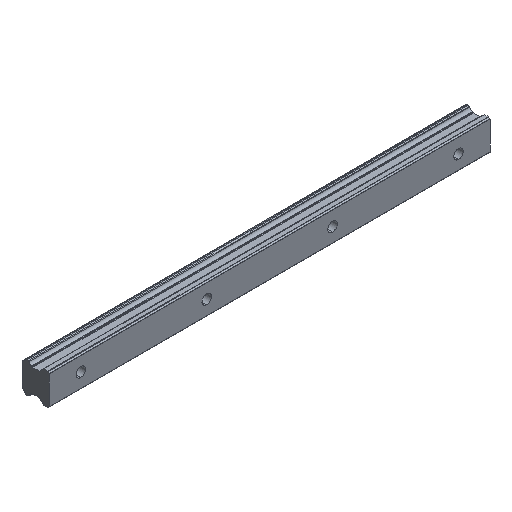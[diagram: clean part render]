
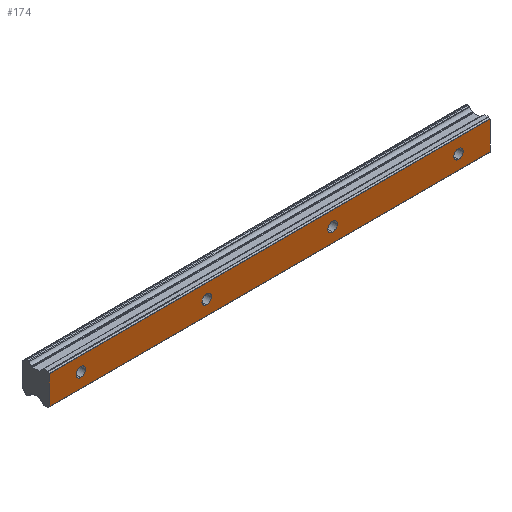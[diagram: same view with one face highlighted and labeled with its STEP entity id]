
A CAD part, isometric view. The second image highlights one B-rep face of the part: STEP entity #174.
In plain terms, the highlighted planar face has unit normal (0, -1, 0).
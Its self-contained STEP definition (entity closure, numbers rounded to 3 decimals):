
#49 = LINE ( 'NONE', #1059, #2048 ) ;
#71 = AXIS2_PLACEMENT_3D ( 'NONE', #1653, #1998, #1162 ) ;
#75 = DIRECTION ( 'NONE',  ( 0., 0., 1. ) ) ;
#102 = AXIS2_PLACEMENT_3D ( 'NONE', #1634, #1417, #416 ) ;
#153 = ORIENTED_EDGE ( 'NONE', *, *, #335, .F. ) ;
#157 = CARTESIAN_POINT ( 'NONE',  ( 60., 0., 0. ) ) ;
#174 = ADVANCED_FACE ( 'NONE', ( #737, #348, #1707, #1743, #2094 ), #1523, .F. ) ;
#181 = VERTEX_POINT ( 'NONE', #1887 ) ;
#191 = DIRECTION ( 'NONE',  ( 0., 0., 1. ) ) ;
#212 = CARTESIAN_POINT ( 'NONE',  ( 180., 0., 0. ) ) ;
#232 = CARTESIAN_POINT ( 'NONE',  ( 120., 0., 0. ) ) ;
#289 = EDGE_LOOP ( 'NONE', ( #1242, #1682 ) ) ;
#331 = CIRCLE ( 'NONE', #1899, 2.25 ) ;
#335 = EDGE_CURVE ( 'NONE', #684, #2005, #904, .T. ) ;
#348 = FACE_BOUND ( 'NONE', #648, .T. ) ;
#402 = EDGE_LOOP ( 'NONE', ( #753, #1510 ) ) ;
#416 = DIRECTION ( 'NONE',  ( 0., 0., 1. ) ) ;
#426 = ORIENTED_EDGE ( 'NONE', *, *, #1817, .F. ) ;
#439 = DIRECTION ( 'NONE',  ( 0., -1., 0. ) ) ;
#444 = CARTESIAN_POINT ( 'NONE',  ( 195., 0., 6.786 ) ) ;
#459 = EDGE_CURVE ( 'NONE', #181, #1329, #1048, .T. ) ;
#463 = VERTEX_POINT ( 'NONE', #600 ) ;
#468 = DIRECTION ( 'NONE',  ( 0., 0., -1. ) ) ;
#527 = DIRECTION ( 'NONE',  ( 0., 1., 0. ) ) ;
#540 = CIRCLE ( 'NONE', #936, 2.25 ) ;
#566 = ORIENTED_EDGE ( 'NONE', *, *, #1875, .F. ) ;
#598 = EDGE_CURVE ( 'NONE', #1915, #743, #844, .T. ) ;
#600 = CARTESIAN_POINT ( 'NONE',  ( -15., 0., 6.786 ) ) ;
#602 = EDGE_LOOP ( 'NONE', ( #1872, #1160, #566, #426 ) ) ;
#615 = VECTOR ( 'NONE', #1448, 1000. ) ;
#645 = DIRECTION ( 'NONE',  ( 0., 0., 1. ) ) ;
#648 = EDGE_LOOP ( 'NONE', ( #1995, #1369 ) ) ;
#661 = CIRCLE ( 'NONE', #702, 2.25 ) ;
#669 = VERTEX_POINT ( 'NONE', #2061 ) ;
#681 = CARTESIAN_POINT ( 'NONE',  ( 60., 0., 0. ) ) ;
#684 = VERTEX_POINT ( 'NONE', #1721 ) ;
#702 = AXIS2_PLACEMENT_3D ( 'NONE', #232, #1580, #75 ) ;
#706 = CARTESIAN_POINT ( 'NONE',  ( 195., 0., 6.786 ) ) ;
#736 = CARTESIAN_POINT ( 'NONE',  ( 195., 0., -6.786 ) ) ;
#737 = FACE_OUTER_BOUND ( 'NONE', #602, .T. ) ;
#743 = VERTEX_POINT ( 'NONE', #736 ) ;
#753 = ORIENTED_EDGE ( 'NONE', *, *, #1728, .F. ) ;
#780 = EDGE_CURVE ( 'NONE', #743, #669, #49, .T. ) ;
#844 = LINE ( 'NONE', #1819, #1650 ) ;
#871 = DIRECTION ( 'NONE',  ( 0., 0., 1. ) ) ;
#904 = CIRCLE ( 'NONE', #2045, 2.25 ) ;
#936 = AXIS2_PLACEMENT_3D ( 'NONE', #1965, #2107, #1802 ) ;
#948 = AXIS2_PLACEMENT_3D ( 'NONE', #681, #2185, #191 ) ;
#957 = LINE ( 'NONE', #1255, #615 ) ;
#1032 = EDGE_CURVE ( 'NONE', #1924, #1273, #1259, .T. ) ;
#1048 = CIRCLE ( 'NONE', #102, 2.25 ) ;
#1059 = CARTESIAN_POINT ( 'NONE',  ( 195., 0., -6.786 ) ) ;
#1089 = CARTESIAN_POINT ( 'NONE',  ( 120., 0., -2.25 ) ) ;
#1091 = VERTEX_POINT ( 'NONE', #1453 ) ;
#1160 = ORIENTED_EDGE ( 'NONE', *, *, #598, .F. ) ;
#1162 = DIRECTION ( 'NONE',  ( 0., 0., 1. ) ) ;
#1207 = DIRECTION ( 'NONE',  ( 0., 0., 1. ) ) ;
#1230 = DIRECTION ( 'NONE',  ( -1., 0., 0. ) ) ;
#1242 = ORIENTED_EDGE ( 'NONE', *, *, #1032, .F. ) ;
#1248 = CARTESIAN_POINT ( 'NONE',  ( 0., 0., -2.25 ) ) ;
#1255 = CARTESIAN_POINT ( 'NONE',  ( 195., 0., 6.786 ) ) ;
#1259 = CIRCLE ( 'NONE', #71, 2.25 ) ;
#1273 = VERTEX_POINT ( 'NONE', #1089 ) ;
#1286 = VECTOR ( 'NONE', #871, 1000. ) ;
#1329 = VERTEX_POINT ( 'NONE', #1248 ) ;
#1369 = ORIENTED_EDGE ( 'NONE', *, *, #2137, .F. ) ;
#1415 = DIRECTION ( 'NONE',  ( 0., 0., 1. ) ) ;
#1417 = DIRECTION ( 'NONE',  ( 0., -1., 0. ) ) ;
#1441 = CARTESIAN_POINT ( 'NONE',  ( 120., 0., 2.25 ) ) ;
#1448 = DIRECTION ( 'NONE',  ( 1., 0., 0. ) ) ;
#1453 = CARTESIAN_POINT ( 'NONE',  ( 60., 0., 2.25 ) ) ;
#1489 = DIRECTION ( 'NONE',  ( 0., -1., 0. ) ) ;
#1510 = ORIENTED_EDGE ( 'NONE', *, *, #2031, .F. ) ;
#1523 = PLANE ( 'NONE',  #2151 ) ;
#1529 = EDGE_CURVE ( 'NONE', #1273, #1924, #661, .T. ) ;
#1580 = DIRECTION ( 'NONE',  ( 0., -1., 0. ) ) ;
#1620 = CIRCLE ( 'NONE', #948, 2.25 ) ;
#1634 = CARTESIAN_POINT ( 'NONE',  ( 0., 0., 0. ) ) ;
#1650 = VECTOR ( 'NONE', #468, 1000. ) ;
#1653 = CARTESIAN_POINT ( 'NONE',  ( 120., 0., 0. ) ) ;
#1682 = ORIENTED_EDGE ( 'NONE', *, *, #1529, .F. ) ;
#1707 = FACE_BOUND ( 'NONE', #2063, .T. ) ;
#1714 = CARTESIAN_POINT ( 'NONE',  ( -15., 0., 6.786 ) ) ;
#1721 = CARTESIAN_POINT ( 'NONE',  ( 180., 0., 2.25 ) ) ;
#1728 = EDGE_CURVE ( 'NONE', #1091, #1855, #1620, .T. ) ;
#1743 = FACE_BOUND ( 'NONE', #289, .T. ) ;
#1770 = CARTESIAN_POINT ( 'NONE',  ( 0., 0., 0. ) ) ;
#1788 = CIRCLE ( 'NONE', #1935, 2.25 ) ;
#1802 = DIRECTION ( 'NONE',  ( 0., 0., 1. ) ) ;
#1817 = EDGE_CURVE ( 'NONE', #669, #463, #1920, .T. ) ;
#1819 = CARTESIAN_POINT ( 'NONE',  ( 195., 0., 6.786 ) ) ;
#1855 = VERTEX_POINT ( 'NONE', #1893 ) ;
#1869 = CARTESIAN_POINT ( 'NONE',  ( 180., 0., -2.25 ) ) ;
#1872 = ORIENTED_EDGE ( 'NONE', *, *, #780, .F. ) ;
#1875 = EDGE_CURVE ( 'NONE', #463, #1915, #957, .T. ) ;
#1887 = CARTESIAN_POINT ( 'NONE',  ( 0., 0., 2.25 ) ) ;
#1893 = CARTESIAN_POINT ( 'NONE',  ( 60., 0., -2.25 ) ) ;
#1899 = AXIS2_PLACEMENT_3D ( 'NONE', #1770, #439, #1415 ) ;
#1915 = VERTEX_POINT ( 'NONE', #444 ) ;
#1919 = DIRECTION ( 'NONE',  ( 0., -1., 0. ) ) ;
#1920 = LINE ( 'NONE', #1714, #1286 ) ;
#1923 = ORIENTED_EDGE ( 'NONE', *, *, #1963, .F. ) ;
#1924 = VERTEX_POINT ( 'NONE', #1441 ) ;
#1935 = AXIS2_PLACEMENT_3D ( 'NONE', #157, #1489, #645 ) ;
#1963 = EDGE_CURVE ( 'NONE', #2005, #684, #540, .T. ) ;
#1965 = CARTESIAN_POINT ( 'NONE',  ( 180., 0., 0. ) ) ;
#1995 = ORIENTED_EDGE ( 'NONE', *, *, #459, .F. ) ;
#1998 = DIRECTION ( 'NONE',  ( 0., -1., 0. ) ) ;
#2005 = VERTEX_POINT ( 'NONE', #1869 ) ;
#2031 = EDGE_CURVE ( 'NONE', #1855, #1091, #1788, .T. ) ;
#2045 = AXIS2_PLACEMENT_3D ( 'NONE', #212, #1919, #2096 ) ;
#2048 = VECTOR ( 'NONE', #1230, 1000. ) ;
#2061 = CARTESIAN_POINT ( 'NONE',  ( -15., 0., -6.786 ) ) ;
#2063 = EDGE_LOOP ( 'NONE', ( #153, #1923 ) ) ;
#2094 = FACE_BOUND ( 'NONE', #402, .T. ) ;
#2096 = DIRECTION ( 'NONE',  ( 0., 0., 1. ) ) ;
#2107 = DIRECTION ( 'NONE',  ( 0., -1., 0. ) ) ;
#2137 = EDGE_CURVE ( 'NONE', #1329, #181, #331, .T. ) ;
#2151 = AXIS2_PLACEMENT_3D ( 'NONE', #706, #527, #1207 ) ;
#2185 = DIRECTION ( 'NONE',  ( 0., -1., 0. ) ) ;
